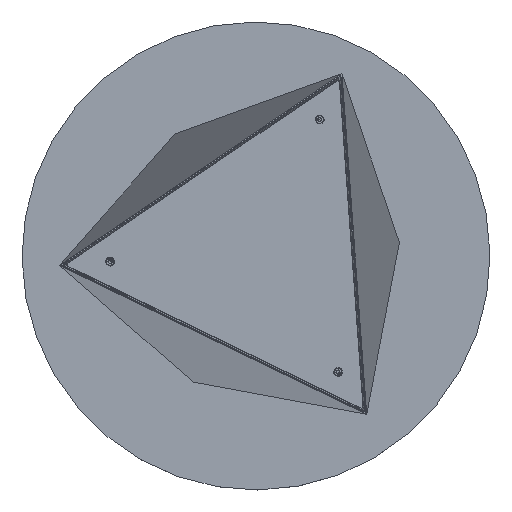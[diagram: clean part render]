
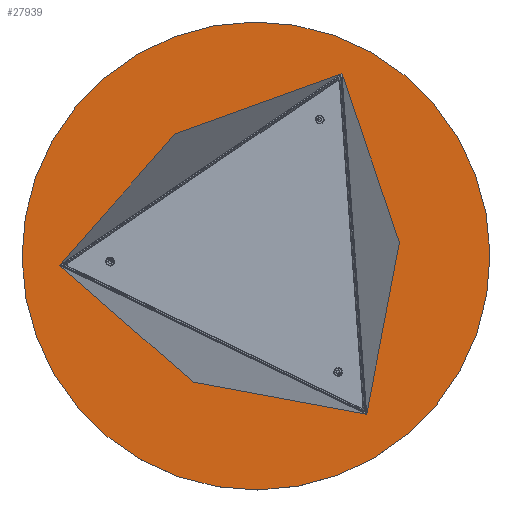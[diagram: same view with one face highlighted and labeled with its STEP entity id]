
A CAD part, top view. The second image highlights one B-rep face of the part: STEP entity #27939.
In plain terms, the highlighted planar face has unit normal (0, 0, 1).
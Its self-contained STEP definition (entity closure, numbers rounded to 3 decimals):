
#1462=FACE_BOUND('',#5650,.T.);
#2349=CIRCLE('',#31354,160.);
#2352=CIRCLE('',#31357,160.);
#2353=CIRCLE('',#31359,8.459);
#2354=CIRCLE('',#31360,8.459);
#3889=FACE_OUTER_BOUND('',#5649,.T.);
#5649=EDGE_LOOP('',(#25009,#25010));
#5650=EDGE_LOOP('',(#25011,#25012));
#13449=VERTEX_POINT('',#55665);
#13450=VERTEX_POINT('',#55666);
#13453=VERTEX_POINT('',#55675);
#13454=VERTEX_POINT('',#55676);
#17316=EDGE_CURVE('',#13449,#13450,#2349,.T.);
#17320=EDGE_CURVE('',#13450,#13449,#2352,.T.);
#17321=EDGE_CURVE('',#13453,#13454,#2353,.T.);
#17322=EDGE_CURVE('',#13454,#13453,#2354,.T.);
#25009=ORIENTED_EDGE('',*,*,#17316,.F.);
#25010=ORIENTED_EDGE('',*,*,#17320,.F.);
#25011=ORIENTED_EDGE('',*,*,#17321,.T.);
#25012=ORIENTED_EDGE('',*,*,#17322,.T.);
#26187=PLANE('',#31358);
#27939=ADVANCED_FACE('',(#3889,#1462),#26187,.F.);
#31354=AXIS2_PLACEMENT_3D('',#55667,#38909,#38910);
#31357=AXIS2_PLACEMENT_3D('',#55673,#38916,#38917);
#31358=AXIS2_PLACEMENT_3D('',#55674,#38918,#38919);
#31359=AXIS2_PLACEMENT_3D('',#55677,#38920,#38921);
#31360=AXIS2_PLACEMENT_3D('',#55678,#38922,#38923);
#38909=DIRECTION('center_axis',(0.,0.,-1.));
#38910=DIRECTION('ref_axis',(-1.,0.,0.));
#38916=DIRECTION('center_axis',(0.,0.,-1.));
#38917=DIRECTION('ref_axis',(-1.,0.,0.));
#38918=DIRECTION('center_axis',(0.,0.,-1.));
#38919=DIRECTION('ref_axis',(-1.,0.,0.));
#38920=DIRECTION('center_axis',(0.,0.,-1.));
#38921=DIRECTION('ref_axis',(-1.,0.,0.));
#38922=DIRECTION('center_axis',(0.,0.,-1.));
#38923=DIRECTION('ref_axis',(-1.,0.,0.));
#55665=CARTESIAN_POINT('',(-160.,0.,8.));
#55666=CARTESIAN_POINT('',(160.,0.,8.));
#55667=CARTESIAN_POINT('Origin',(0.,0.,8.));
#55673=CARTESIAN_POINT('Origin',(0.,0.,8.));
#55674=CARTESIAN_POINT('Origin',(0.,0.,8.));
#55675=CARTESIAN_POINT('',(-8.459,0.,8.));
#55676=CARTESIAN_POINT('',(8.459,0.,8.));
#55677=CARTESIAN_POINT('Origin',(0.,0.,8.));
#55678=CARTESIAN_POINT('Origin',(0.,0.,8.));
